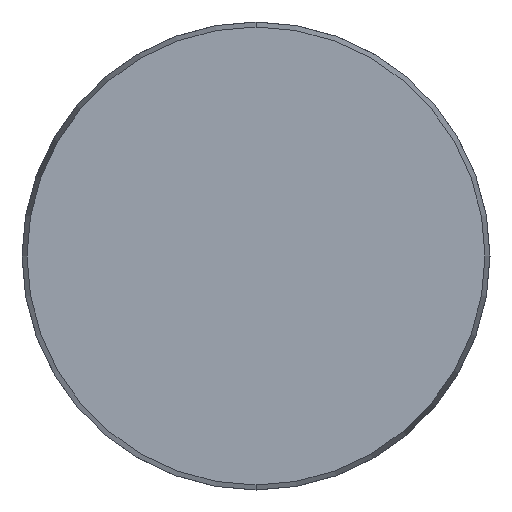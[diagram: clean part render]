
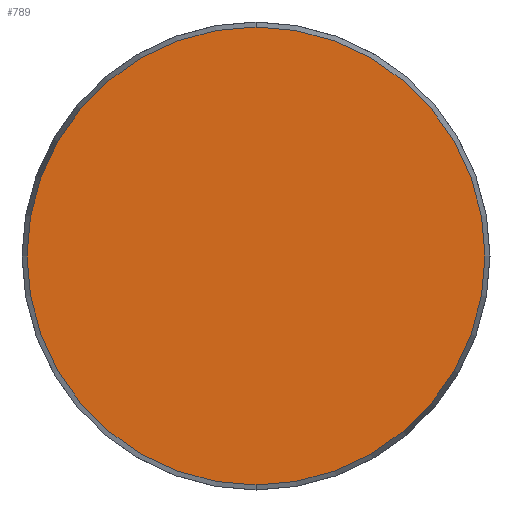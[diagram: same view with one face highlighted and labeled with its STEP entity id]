
A CAD part, front view. The second image highlights one B-rep face of the part: STEP entity #789.
In plain terms, the highlighted planar face has unit normal (0, -1, 0).
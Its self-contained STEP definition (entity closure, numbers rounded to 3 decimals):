
#63 = ORIENTED_EDGE ( 'NONE', *, *, #172, .T. ) ;
#66 = CARTESIAN_POINT ( 'NONE',  ( 0., 0., 0. ) ) ;
#136 = DIRECTION ( 'NONE',  ( 0., 1., 0. ) ) ;
#143 = AXIS2_PLACEMENT_3D ( 'NONE', #1030, #923, #939 ) ;
#159 = EDGE_LOOP ( 'NONE', ( #601, #63 ) ) ;
#172 = EDGE_CURVE ( 'NONE', #1214, #1272, #583, .T. ) ;
#180 = CIRCLE ( 'NONE', #731, 39.143 ) ;
#208 = CARTESIAN_POINT ( 'NONE',  ( 0., 0., 39.143 ) ) ;
#299 = CARTESIAN_POINT ( 'NONE',  ( 0., 0., -39.143 ) ) ;
#457 = DIRECTION ( 'NONE',  ( 0., 0., 1. ) ) ;
#470 = DIRECTION ( 'NONE',  ( 0., 0., -1. ) ) ;
#489 = DIRECTION ( 'NONE',  ( 0., -1., 0. ) ) ;
#583 = CIRCLE ( 'NONE', #143, 39.143 ) ;
#601 = ORIENTED_EDGE ( 'NONE', *, *, #1066, .T. ) ;
#731 = AXIS2_PLACEMENT_3D ( 'NONE', #66, #489, #470 ) ;
#736 = FACE_OUTER_BOUND ( 'NONE', #159, .T. ) ;
#789 = ADVANCED_FACE ( 'NONE', ( #736 ), #1038, .F. ) ;
#886 = AXIS2_PLACEMENT_3D ( 'NONE', #1249, #136, #457 ) ;
#923 = DIRECTION ( 'NONE',  ( 0., -1., 0. ) ) ;
#939 = DIRECTION ( 'NONE',  ( 0., 0., -1. ) ) ;
#1030 = CARTESIAN_POINT ( 'NONE',  ( 0., 0., 0. ) ) ;
#1038 = PLANE ( 'NONE',  #886 ) ;
#1066 = EDGE_CURVE ( 'NONE', #1272, #1214, #180, .T. ) ;
#1214 = VERTEX_POINT ( 'NONE', #299 ) ;
#1249 = CARTESIAN_POINT ( 'NONE',  ( -39.143, 0., 0. ) ) ;
#1272 = VERTEX_POINT ( 'NONE', #208 ) ;
